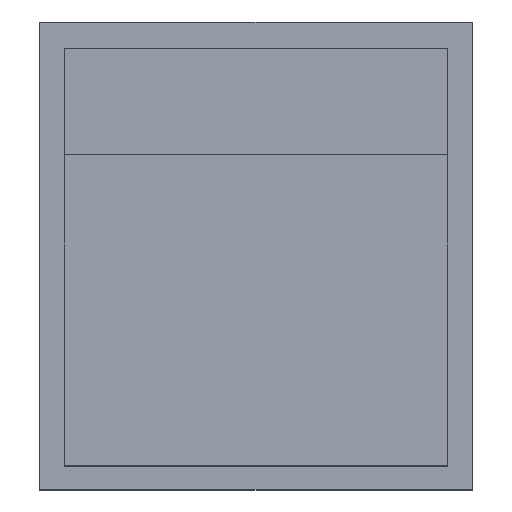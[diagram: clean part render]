
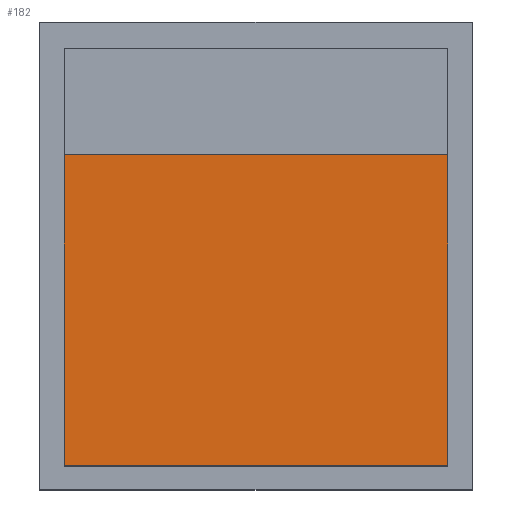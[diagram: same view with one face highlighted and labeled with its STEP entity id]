
A CAD part, top view. The second image highlights one B-rep face of the part: STEP entity #182.
In plain terms, the highlighted planar face has unit normal (0, 0, 1).
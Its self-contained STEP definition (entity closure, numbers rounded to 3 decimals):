
#182=ADVANCED_FACE('',(#346),#2232,.T.);
#346=FACE_OUTER_BOUND('',#510,.T.);
#510=EDGE_LOOP('',(#891,#892,#893,#894));
#891=ORIENTED_EDGE('',*,*,#1417,.F.);
#892=ORIENTED_EDGE('',*,*,#1416,.F.);
#893=ORIENTED_EDGE('',*,*,#1420,.T.);
#894=ORIENTED_EDGE('',*,*,#1424,.F.);
#1416=EDGE_CURVE('',#2032,#2029,#1752,.T.);
#1417=EDGE_CURVE('',#2029,#2034,#1753,.T.);
#1420=EDGE_CURVE('',#2032,#2036,#1756,.T.);
#1424=EDGE_CURVE('',#2034,#2036,#1760,.T.);
#1752=B_SPLINE_CURVE_WITH_KNOTS('',1,(#3126,#3127),.UNSPECIFIED.,.F.,.F.,
(2,2),(0.,446.388),.UNSPECIFIED.);
#1753=B_SPLINE_CURVE_WITH_KNOTS('',1,(#3128,#3129),.UNSPECIFIED.,.F.,.F.,
(2,2),(0.,365.095),.UNSPECIFIED.);
#1756=B_SPLINE_CURVE_WITH_KNOTS('',1,(#3134,#3135),.UNSPECIFIED.,.F.,.F.,
(2,2),(0.,365.095),.UNSPECIFIED.);
#1760=B_SPLINE_CURVE_WITH_KNOTS('',1,(#3142,#3143),.UNSPECIFIED.,.F.,.F.,
(2,2),(-446.388,0.),.UNSPECIFIED.);
#2029=VERTEX_POINT('',#3112);
#2032=VERTEX_POINT('',#3115);
#2034=VERTEX_POINT('',#3117);
#2036=VERTEX_POINT('',#3119);
#2232=PLANE('',#2412);
#2412=AXIS2_PLACEMENT_3D('',#3109,#2576,$);
#2576=DIRECTION('',(0.,0.,1.));
#3109=CARTESIAN_POINT('',(207.204,-276.388,294.));
#3112=CARTESIAN_POINT('',(-207.204,-276.388,294.));
#3115=CARTESIAN_POINT('',(207.204,-276.388,294.));
#3117=CARTESIAN_POINT('',(-207.204,59.192,294.));
#3119=CARTESIAN_POINT('',(207.204,59.192,294.));
#3126=CARTESIAN_POINT('',(207.204,-276.388,294.));
#3127=CARTESIAN_POINT('',(-207.204,-276.388,294.));
#3128=CARTESIAN_POINT('',(-207.204,-276.388,294.));
#3129=CARTESIAN_POINT('',(-207.204,59.192,294.));
#3134=CARTESIAN_POINT('',(207.204,-276.388,294.));
#3135=CARTESIAN_POINT('',(207.204,59.192,294.));
#3142=CARTESIAN_POINT('',(-207.204,59.192,294.));
#3143=CARTESIAN_POINT('',(207.204,59.192,294.));
